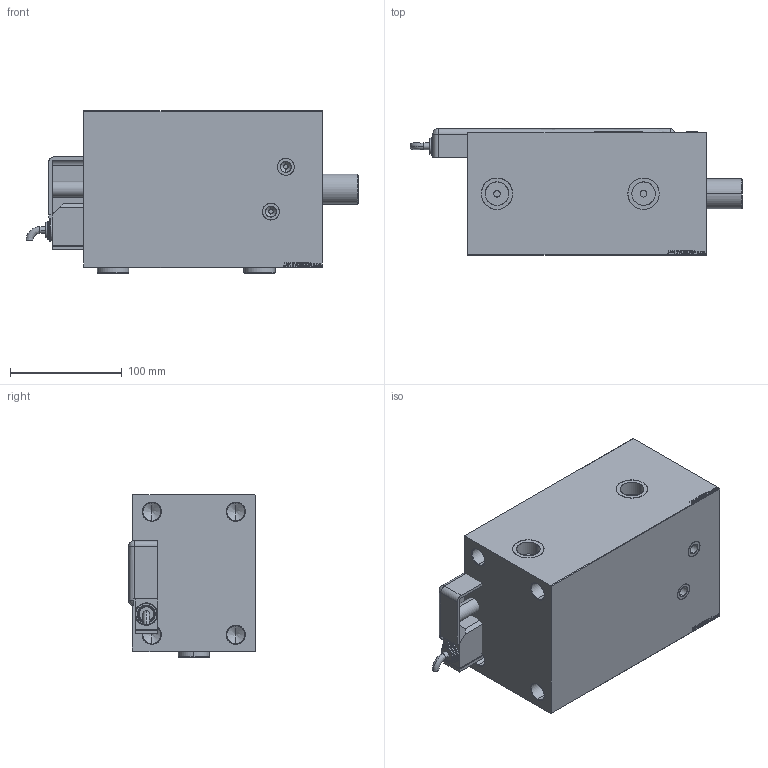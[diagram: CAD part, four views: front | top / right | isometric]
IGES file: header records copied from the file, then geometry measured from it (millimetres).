
Start section: SolidWorks IGES file using analytic representation for surfaces
Global section: file name: 4eb1.IGS; native system: SolidWorks 2019; preprocessor: SolidWorks 2019; author: admin; date: 210827.122353; units: millimetre
Bounding box: 296.76 x 113.3 x 144.9 mm (x, y, z)
Surface area: 296830.3 mm2 (no closed solid volume)
Topology: 0 solids, 0 shells, 1305 faces, 17306 edges, 17290 vertices
Faces by surface type: bspline 1132, revolution 173
